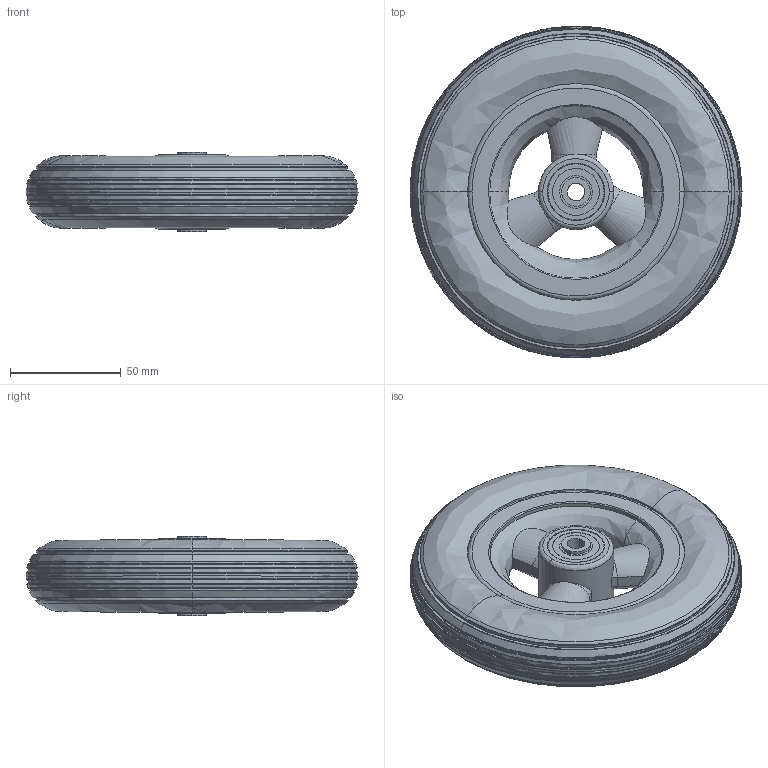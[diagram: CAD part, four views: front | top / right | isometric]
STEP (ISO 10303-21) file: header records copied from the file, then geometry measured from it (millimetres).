
FILE_DESCRIPTION (( 'STEP AP214' ), '1' );
FILE_NAME ('0036949_GPSK-150-30-36-K08_(A-01).step', '2019-11-28T09:18:49', ( '' ), ( '' ), 'SwSTEP 2.0', 'SolidWorks 2018', '' );
FILE_SCHEMA (( 'AUTOMOTIVE_DESIGN' ));
Length unit declared in the file: millimetre
Products named in the file (1): 0036949_GPSK-150-30-36-K08_(A-01)
Bounding box: 150 x 150 x 36 mm (x, y, z)
Volume: 417185.8 mm3; surface area: 89707 mm2
Topology: 13 solids, 13 shells, 315 faces, 715 edges, 437 vertices
Faces by surface type: cylinder 104, bspline 101, plane 66, torus 36, cone 8
Entity records: 17878 total; most frequent: CARTESIAN_POINT 7590, ORIENTED_EDGE 1430, DIRECTION 1354, EDGE_CURVE 715, AXIS2_PLACEMENT_3D 599, VERTEX_POINT 437, CIRCLE 384, EDGE_LOOP 358
